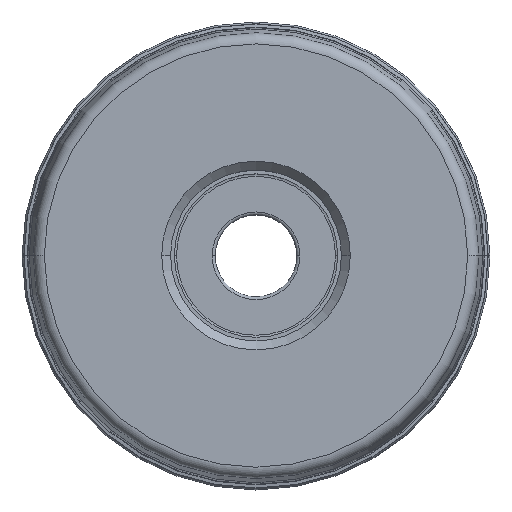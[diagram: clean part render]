
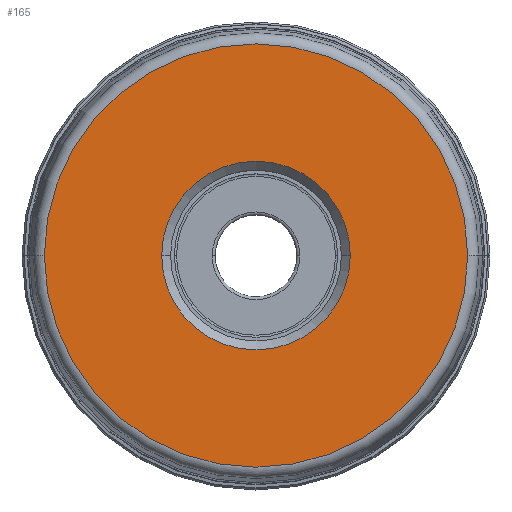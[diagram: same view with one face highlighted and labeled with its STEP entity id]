
A CAD part, top view. The second image highlights one B-rep face of the part: STEP entity #165.
In plain terms, the highlighted planar face has unit normal (0, 0, 1).
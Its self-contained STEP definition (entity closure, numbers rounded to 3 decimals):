
#28=PLANE('',#1716);
#34=FACE_BOUND('',#359,.T.);
#35=FACE_BOUND('',#360,.T.);
#165=ADVANCED_FACE('',(#34,#35),#28,.F.);
#359=EDGE_LOOP('',(#604,#605,#606,#607));
#360=EDGE_LOOP('',(#608,#609,#610,#611));
#604=ORIENTED_EDGE('',*,*,#1079,.T.);
#605=ORIENTED_EDGE('',*,*,#1078,.F.);
#606=ORIENTED_EDGE('',*,*,#1080,.T.);
#607=ORIENTED_EDGE('',*,*,#1081,.F.);
#608=ORIENTED_EDGE('',*,*,#1082,.F.);
#609=ORIENTED_EDGE('',*,*,#1083,.F.);
#610=ORIENTED_EDGE('',*,*,#1084,.F.);
#611=ORIENTED_EDGE('',*,*,#1085,.F.);
#896=VERTEX_POINT('',#3496);
#897=VERTEX_POINT('',#3498);
#898=VERTEX_POINT('',#3500);
#899=VERTEX_POINT('',#3504);
#900=VERTEX_POINT('',#3507);
#901=VERTEX_POINT('',#3508);
#902=VERTEX_POINT('',#3510);
#903=VERTEX_POINT('',#3512);
#1078=EDGE_CURVE('',#897,#898,#1321,.T.);
#1079=EDGE_CURVE('',#896,#898,#1322,.T.);
#1080=EDGE_CURVE('',#897,#899,#1323,.T.);
#1081=EDGE_CURVE('',#896,#899,#1324,.T.);
#1082=EDGE_CURVE('',#900,#901,#1325,.T.);
#1083=EDGE_CURVE('',#902,#900,#1326,.T.);
#1084=EDGE_CURVE('',#903,#902,#1327,.T.);
#1085=EDGE_CURVE('',#901,#903,#1328,.T.);
#1321=CIRCLE('',#1707,28.5);
#1322=CIRCLE('',#1708,28.5);
#1323=CIRCLE('',#1710,28.5);
#1324=CIRCLE('',#1711,28.5);
#1325=CIRCLE('',#1712,12.7);
#1326=CIRCLE('',#1713,12.7);
#1327=CIRCLE('',#1714,12.7);
#1328=CIRCLE('',#1715,12.7);
#1707=AXIS2_PLACEMENT_3D('',#3499,#2088,#2089);
#1708=AXIS2_PLACEMENT_3D('',#3501,#2090,#2091);
#1710=AXIS2_PLACEMENT_3D('',#3503,#2094,#2095);
#1711=AXIS2_PLACEMENT_3D('',#3505,#2096,#2097);
#1712=AXIS2_PLACEMENT_3D('',#3506,#2098,#2099);
#1713=AXIS2_PLACEMENT_3D('',#3509,#2100,#2101);
#1714=AXIS2_PLACEMENT_3D('',#3511,#2102,#2103);
#1715=AXIS2_PLACEMENT_3D('',#3513,#2104,#2105);
#1716=AXIS2_PLACEMENT_3D('',#3514,#2106,#2107);
#2088=DIRECTION('',(0.,0.,-1.));
#2089=DIRECTION('',(-1.,0.001,0.));
#2090=DIRECTION('',(0.,0.,1.));
#2091=DIRECTION('',(-1.,0.001,0.));
#2094=DIRECTION('',(0.,0.,1.));
#2095=DIRECTION('',(1.,-0.001,0.));
#2096=DIRECTION('',(0.,0.,-1.));
#2097=DIRECTION('',(1.,-0.001,0.));
#2098=DIRECTION('',(0.,0.,1.));
#2099=DIRECTION('',(0.,-1.,0.));
#2100=DIRECTION('',(0.,0.,1.));
#2101=DIRECTION('',(-1.,0.,0.));
#2102=DIRECTION('',(0.,0.,1.));
#2103=DIRECTION('',(0.,1.,0.));
#2104=DIRECTION('',(0.,0.,1.));
#2105=DIRECTION('',(1.,0.,0.));
#2106=DIRECTION('',(0.,0.,-1.));
#2107=DIRECTION('',(-1.,0.,0.));
#3496=CARTESIAN_POINT('',(28.5,0.,0.));
#3498=CARTESIAN_POINT('',(-28.5,0.,0.));
#3499=CARTESIAN_POINT('',(0.,0.,0.));
#3500=CARTESIAN_POINT('',(-28.5,0.021,0.));
#3501=CARTESIAN_POINT('',(0.,0.,0.));
#3503=CARTESIAN_POINT('',(0.,0.,0.));
#3504=CARTESIAN_POINT('',(28.5,-0.021,0.));
#3505=CARTESIAN_POINT('',(0.,0.,0.));
#3506=CARTESIAN_POINT('',(0.,0.,0.));
#3507=CARTESIAN_POINT('',(0.,-12.7,0.));
#3508=CARTESIAN_POINT('',(12.7,0.,0.));
#3509=CARTESIAN_POINT('',(0.,0.,0.));
#3510=CARTESIAN_POINT('',(-12.7,0.,0.));
#3511=CARTESIAN_POINT('',(0.,0.,0.));
#3512=CARTESIAN_POINT('',(0.,12.7,0.));
#3513=CARTESIAN_POINT('',(0.,0.,0.));
#3514=CARTESIAN_POINT('',(0.,0.,0.));
